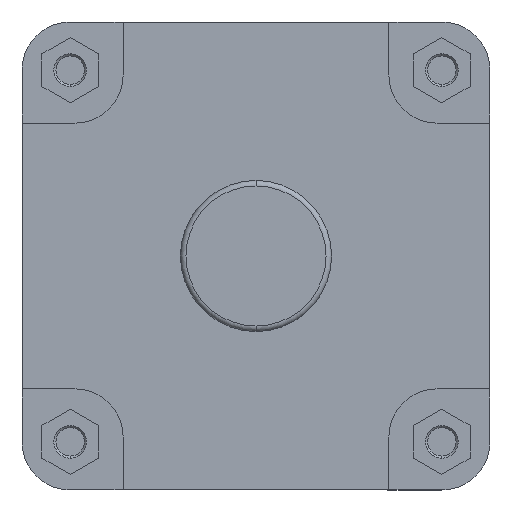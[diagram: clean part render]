
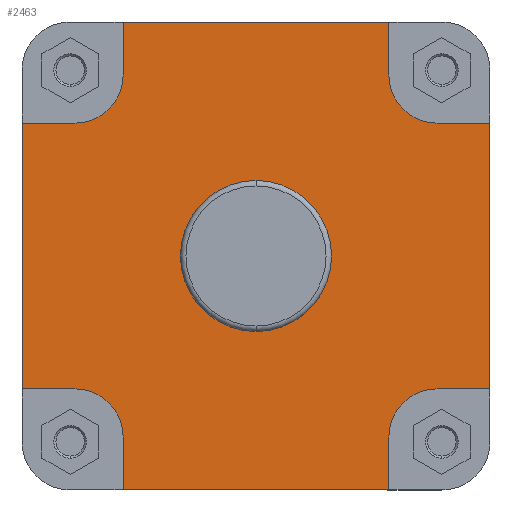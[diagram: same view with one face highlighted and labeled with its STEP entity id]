
A CAD part, left-side view. The second image highlights one B-rep face of the part: STEP entity #2463.
In plain terms, the highlighted planar face has unit normal (-1, 0, 0).
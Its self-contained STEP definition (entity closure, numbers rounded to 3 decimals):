
#264 = AXIS2_PLACEMENT_3D ( 'NONE', #5850, #5862, #5863 ) ;
#1042 = CARTESIAN_POINT ( 'NONE',  ( 82., 0., -54.9 ) ) ;
#1043 = CARTESIAN_POINT ( 'NONE',  ( 82., 0., 54.9 ) ) ;
#1096 = CARTESIAN_POINT ( 'NONE',  ( 82., 96.5, -170. ) ) ;
#1097 = CARTESIAN_POINT ( 'NONE',  ( 82., -96.5, -170. ) ) ;
#1098 = CARTESIAN_POINT ( 'NONE',  ( 82., -96.5, -131.5 ) ) ;
#1099 = CARTESIAN_POINT ( 'NONE',  ( 82., -131.5, -96.5 ) ) ;
#1100 = CARTESIAN_POINT ( 'NONE',  ( 82., -170., -96.5 ) ) ;
#1101 = CARTESIAN_POINT ( 'NONE',  ( 82., -170., 96.5 ) ) ;
#1102 = CARTESIAN_POINT ( 'NONE',  ( 82., -131.5, 96.5 ) ) ;
#1103 = CARTESIAN_POINT ( 'NONE',  ( 82., -96.5, 131.5 ) ) ;
#1104 = CARTESIAN_POINT ( 'NONE',  ( 82., -96.5, 170. ) ) ;
#1105 = CARTESIAN_POINT ( 'NONE',  ( 82., 96.5, 170. ) ) ;
#1106 = CARTESIAN_POINT ( 'NONE',  ( 82., 96.5, 131.5 ) ) ;
#1107 = CARTESIAN_POINT ( 'NONE',  ( 82., 131.5, 96.5 ) ) ;
#1108 = CARTESIAN_POINT ( 'NONE',  ( 82., 170., 96.5 ) ) ;
#1109 = CARTESIAN_POINT ( 'NONE',  ( 82., 170., -96.5 ) ) ;
#1110 = CARTESIAN_POINT ( 'NONE',  ( 82., 131.5, -96.5 ) ) ;
#1111 = CARTESIAN_POINT ( 'NONE',  ( 82., 96.5, -131.5 ) ) ;
#2017 = EDGE_CURVE ( 'NONE', #2644, #2643, #4489, .T. ) ;
#2069 = EDGE_CURVE ( 'NONE', #2697, #2712, #4575, .T. ) ;
#2070 = EDGE_CURVE ( 'NONE', #2712, #2711, #4579, .T. ) ;
#2071 = EDGE_CURVE ( 'NONE', #2711, #2710, #4571, .T. ) ;
#2072 = EDGE_CURVE ( 'NONE', #2710, #2709, #4580, .T. ) ;
#2073 = EDGE_CURVE ( 'NONE', #2709, #2708, #4582, .T. ) ;
#2074 = EDGE_CURVE ( 'NONE', #2708, #2707, #4586, .T. ) ;
#2075 = EDGE_CURVE ( 'NONE', #2707, #2706, #4572, .T. ) ;
#2076 = EDGE_CURVE ( 'NONE', #2706, #2705, #4587, .T. ) ;
#2077 = EDGE_CURVE ( 'NONE', #2705, #2704, #4589, .T. ) ;
#2078 = EDGE_CURVE ( 'NONE', #2704, #2703, #4592, .T. ) ;
#2079 = EDGE_CURVE ( 'NONE', #2703, #2702, #4577, .T. ) ;
#2080 = EDGE_CURVE ( 'NONE', #2701, #2702, #4593, .T. ) ;
#2081 = EDGE_CURVE ( 'NONE', #2699, #2698, #4591, .T. ) ;
#2082 = EDGE_CURVE ( 'NONE', #2697, #2698, #4597, .T. ) ;
#2083 = EDGE_CURVE ( 'NONE', #2701, #2700, #4599, .T. ) ;
#2084 = EDGE_CURVE ( 'NONE', #2700, #2699, #4603, .T. ) ;
#2100 = EDGE_CURVE ( 'NONE', #2643, #2644, #4623, .T. ) ;
#2294 = AXIS2_PLACEMENT_3D ( 'NONE', #5332, #5341, #5342 ) ;
#2309 = AXIS2_PLACEMENT_3D ( 'NONE', #5450, #5463, #5464 ) ;
#2311 = AXIS2_PLACEMENT_3D ( 'NONE', #5455, #5472, #5473 ) ;
#2312 = AXIS2_PLACEMENT_3D ( 'NONE', #5462, #5480, #5481 ) ;
#2313 = AXIS2_PLACEMENT_3D ( 'NONE', #5487, #5494, #5495 ) ;
#2324 = AXIS2_PLACEMENT_3D ( 'NONE', #5531, #5538, #5539 ) ;
#2463 = ADVANCED_FACE ( 'NONE', ( #4830, #4823 ), #5861, .F. ) ;
#2643 = VERTEX_POINT ( 'NONE', #1042 ) ;
#2644 = VERTEX_POINT ( 'NONE', #1043 ) ;
#2697 = VERTEX_POINT ( 'NONE', #1096 ) ;
#2698 = VERTEX_POINT ( 'NONE', #1097 ) ;
#2699 = VERTEX_POINT ( 'NONE', #1098 ) ;
#2700 = VERTEX_POINT ( 'NONE', #1099 ) ;
#2701 = VERTEX_POINT ( 'NONE', #1100 ) ;
#2702 = VERTEX_POINT ( 'NONE', #1101 ) ;
#2703 = VERTEX_POINT ( 'NONE', #1102 ) ;
#2704 = VERTEX_POINT ( 'NONE', #1103 ) ;
#2705 = VERTEX_POINT ( 'NONE', #1104 ) ;
#2706 = VERTEX_POINT ( 'NONE', #1105 ) ;
#2707 = VERTEX_POINT ( 'NONE', #1106 ) ;
#2708 = VERTEX_POINT ( 'NONE', #1107 ) ;
#2709 = VERTEX_POINT ( 'NONE', #1108 ) ;
#2710 = VERTEX_POINT ( 'NONE', #1109 ) ;
#2711 = VERTEX_POINT ( 'NONE', #1110 ) ;
#2712 = VERTEX_POINT ( 'NONE', #1111 ) ;
#4489 = CIRCLE ( 'NONE', #2294, 54.9 ) ;
#4571 = LINE ( 'NONE', #5465, #4573 ) ;
#4572 = LINE ( 'NONE', #5474, #4578 ) ;
#4573 = VECTOR ( 'NONE', #5466, 1000. ) ;
#4575 = LINE ( 'NONE', #5460, #4576 ) ;
#4576 = VECTOR ( 'NONE', #5461, 1000. ) ;
#4577 = LINE ( 'NONE', #5482, #4585 ) ;
#4578 = VECTOR ( 'NONE', #5475, 1000. ) ;
#4579 = CIRCLE ( 'NONE', #2309, 35. ) ;
#4580 = LINE ( 'NONE', #5467, #4581 ) ;
#4581 = VECTOR ( 'NONE', #5468, 1000. ) ;
#4582 = LINE ( 'NONE', #5469, #4583 ) ;
#4583 = VECTOR ( 'NONE', #5470, 1000. ) ;
#4585 = VECTOR ( 'NONE', #5483, 1000. ) ;
#4586 = CIRCLE ( 'NONE', #2311, 35. ) ;
#4587 = LINE ( 'NONE', #5476, #4588 ) ;
#4588 = VECTOR ( 'NONE', #5477, 1000. ) ;
#4589 = LINE ( 'NONE', #5478, #4590 ) ;
#4590 = VECTOR ( 'NONE', #5479, 1000. ) ;
#4591 = LINE ( 'NONE', #5471, #4595 ) ;
#4592 = CIRCLE ( 'NONE', #2312, 35. ) ;
#4593 = LINE ( 'NONE', #5485, #4594 ) ;
#4594 = VECTOR ( 'NONE', #5486, 1000. ) ;
#4595 = VECTOR ( 'NONE', #5488, 1000. ) ;
#4597 = LINE ( 'NONE', #5489, #4598 ) ;
#4598 = VECTOR ( 'NONE', #5490, 1000. ) ;
#4599 = LINE ( 'NONE', #5491, #4600 ) ;
#4600 = VECTOR ( 'NONE', #5492, 1000. ) ;
#4603 = CIRCLE ( 'NONE', #2313, 35. ) ;
#4623 = CIRCLE ( 'NONE', #2324, 54.9 ) ;
#4823 = FACE_OUTER_BOUND ( 'NONE', #6987, .T. ) ;
#4830 = FACE_BOUND ( 'NONE', #7162, .T. ) ;
#5332 = CARTESIAN_POINT ( 'NONE',  ( 82., 0., 0. ) ) ;
#5341 = DIRECTION ( 'NONE',  ( -1., 0., 0. ) ) ;
#5342 = DIRECTION ( 'NONE',  ( 0., 0., 1. ) ) ;
#5450 = CARTESIAN_POINT ( 'NONE',  ( 82., 131.5, -131.5 ) ) ;
#5455 = CARTESIAN_POINT ( 'NONE',  ( 82., 131.5, 131.5 ) ) ;
#5460 = CARTESIAN_POINT ( 'NONE',  ( 82., 96.5, -170. ) ) ;
#5461 = DIRECTION ( 'NONE',  ( 0., 0., 1. ) ) ;
#5462 = CARTESIAN_POINT ( 'NONE',  ( 82., -131.5, 131.5 ) ) ;
#5463 = DIRECTION ( 'NONE',  ( -1., 0., 0. ) ) ;
#5464 = DIRECTION ( 'NONE',  ( 0., 0., -1. ) ) ;
#5465 = CARTESIAN_POINT ( 'NONE',  ( 82., 131.5, -96.5 ) ) ;
#5466 = DIRECTION ( 'NONE',  ( 0., 1., 0. ) ) ;
#5467 = CARTESIAN_POINT ( 'NONE',  ( 82., 170., 0. ) ) ;
#5468 = DIRECTION ( 'NONE',  ( 0., 0., 1. ) ) ;
#5469 = CARTESIAN_POINT ( 'NONE',  ( 82., 170., 96.5 ) ) ;
#5470 = DIRECTION ( 'NONE',  ( 0., -1., 0. ) ) ;
#5471 = CARTESIAN_POINT ( 'NONE',  ( 82., -96.5, -131.5 ) ) ;
#5472 = DIRECTION ( 'NONE',  ( -1., 0., 0. ) ) ;
#5473 = DIRECTION ( 'NONE',  ( 0., 0., -1. ) ) ;
#5474 = CARTESIAN_POINT ( 'NONE',  ( 82., 96.5, 131.5 ) ) ;
#5475 = DIRECTION ( 'NONE',  ( 0., 0., 1. ) ) ;
#5476 = CARTESIAN_POINT ( 'NONE',  ( 82., -374.141, 170. ) ) ;
#5477 = DIRECTION ( 'NONE',  ( 0., -1., 0. ) ) ;
#5478 = CARTESIAN_POINT ( 'NONE',  ( 82., -96.5, 170. ) ) ;
#5479 = DIRECTION ( 'NONE',  ( 0., 0., -1. ) ) ;
#5480 = DIRECTION ( 'NONE',  ( -1., 0., 0. ) ) ;
#5481 = DIRECTION ( 'NONE',  ( 0., 0., -1. ) ) ;
#5482 = CARTESIAN_POINT ( 'NONE',  ( 82., -131.5, 96.5 ) ) ;
#5483 = DIRECTION ( 'NONE',  ( 0., -1., 0. ) ) ;
#5485 = CARTESIAN_POINT ( 'NONE',  ( 82., -170., 0. ) ) ;
#5486 = DIRECTION ( 'NONE',  ( 0., 0., 1. ) ) ;
#5487 = CARTESIAN_POINT ( 'NONE',  ( 82., -131.5, -131.5 ) ) ;
#5488 = DIRECTION ( 'NONE',  ( 0., 0., -1. ) ) ;
#5489 = CARTESIAN_POINT ( 'NONE',  ( 82., -374.141, -170. ) ) ;
#5490 = DIRECTION ( 'NONE',  ( 0., -1., 0. ) ) ;
#5491 = CARTESIAN_POINT ( 'NONE',  ( 82., -170., -96.5 ) ) ;
#5492 = DIRECTION ( 'NONE',  ( 0., 1., 0. ) ) ;
#5494 = DIRECTION ( 'NONE',  ( -1., 0., 0. ) ) ;
#5495 = DIRECTION ( 'NONE',  ( 0., 0., -1. ) ) ;
#5531 = CARTESIAN_POINT ( 'NONE',  ( 82., 0., 0. ) ) ;
#5538 = DIRECTION ( 'NONE',  ( -1., 0., 0. ) ) ;
#5539 = DIRECTION ( 'NONE',  ( 0., 0., 1. ) ) ;
#5850 = CARTESIAN_POINT ( 'NONE',  ( 82., 54.9, 0. ) ) ;
#5861 = PLANE ( 'NONE',  #264 ) ;
#5862 = DIRECTION ( 'NONE',  ( 1., 0., 0. ) ) ;
#5863 = DIRECTION ( 'NONE',  ( 0., 0., -1. ) ) ;
#6774 = ORIENTED_EDGE ( 'NONE', *, *, #2069, .F. ) ;
#6775 = ORIENTED_EDGE ( 'NONE', *, *, #2070, .F. ) ;
#6776 = ORIENTED_EDGE ( 'NONE', *, *, #2071, .F. ) ;
#6777 = ORIENTED_EDGE ( 'NONE', *, *, #2072, .F. ) ;
#6778 = ORIENTED_EDGE ( 'NONE', *, *, #2073, .F. ) ;
#6779 = ORIENTED_EDGE ( 'NONE', *, *, #2074, .F. ) ;
#6780 = ORIENTED_EDGE ( 'NONE', *, *, #2075, .F. ) ;
#6781 = ORIENTED_EDGE ( 'NONE', *, *, #2076, .F. ) ;
#6782 = ORIENTED_EDGE ( 'NONE', *, *, #2077, .F. ) ;
#6783 = ORIENTED_EDGE ( 'NONE', *, *, #2078, .F. ) ;
#6784 = ORIENTED_EDGE ( 'NONE', *, *, #2079, .F. ) ;
#6785 = ORIENTED_EDGE ( 'NONE', *, *, #2080, .T. ) ;
#6786 = ORIENTED_EDGE ( 'NONE', *, *, #2083, .F. ) ;
#6787 = ORIENTED_EDGE ( 'NONE', *, *, #2084, .F. ) ;
#6788 = ORIENTED_EDGE ( 'NONE', *, *, #2081, .F. ) ;
#6789 = ORIENTED_EDGE ( 'NONE', *, *, #2082, .T. ) ;
#6790 = ORIENTED_EDGE ( 'NONE', *, *, #2100, .F. ) ;
#6791 = ORIENTED_EDGE ( 'NONE', *, *, #2017, .F. ) ;
#6987 = EDGE_LOOP ( 'NONE', ( #6789, #6788, #6787, #6786, #6785, #6784, #6783, #6782, #6781, #6780, #6779, #6778, #6777, #6776, #6775, #6774 ) ) ;
#7162 = EDGE_LOOP ( 'NONE', ( #6791, #6790 ) ) ;
